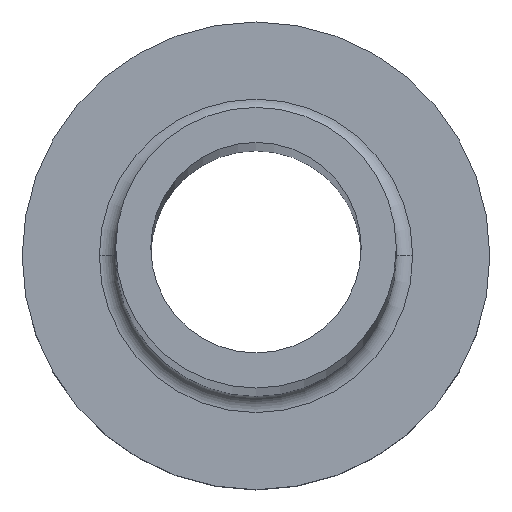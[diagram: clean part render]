
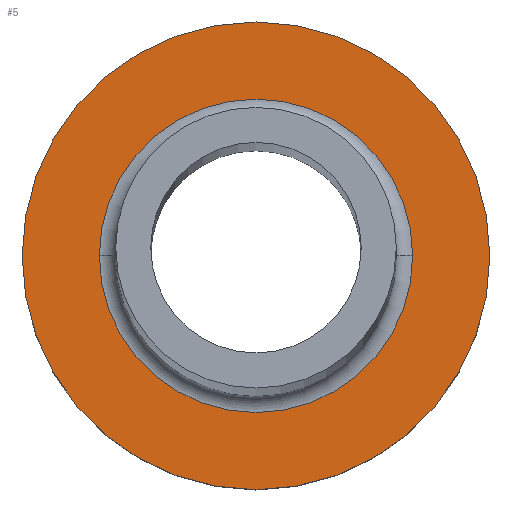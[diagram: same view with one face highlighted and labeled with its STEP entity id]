
A CAD part, top view. The second image highlights one B-rep face of the part: STEP entity #5.
In plain terms, the highlighted planar face has unit normal (0, 0, 1).
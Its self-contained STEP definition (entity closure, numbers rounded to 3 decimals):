
#5 = ADVANCED_FACE ( 'NONE', ( #140, #279 ), #23, .T. ) ;
#8 = DIRECTION ( 'NONE',  ( 0., 0., -1. ) ) ;
#13 = CARTESIAN_POINT ( 'NONE',  ( 0., 0., 7. ) ) ;
#18 = CIRCLE ( 'NONE', #274, 10. ) ;
#23 = PLANE ( 'NONE',  #269 ) ;
#29 = EDGE_CURVE ( 'NONE', #272, #291, #18, .T. ) ;
#47 = CARTESIAN_POINT ( 'NONE',  ( -10., 0., 7. ) ) ;
#48 = EDGE_LOOP ( 'NONE', ( #84, #120 ) ) ;
#55 = DIRECTION ( 'NONE',  ( 1., 0., 0. ) ) ;
#58 = CIRCLE ( 'NONE', #179, 10. ) ;
#84 = ORIENTED_EDGE ( 'NONE', *, *, #327, .T. ) ;
#90 = CARTESIAN_POINT ( 'NONE',  ( -6.7, 0., 7. ) ) ;
#91 = VERTEX_POINT ( 'NONE', #206 ) ;
#93 = DIRECTION ( 'NONE',  ( 1., 0., 0. ) ) ;
#102 = DIRECTION ( 'NONE',  ( 1., 0., 0. ) ) ;
#103 = EDGE_LOOP ( 'NONE', ( #359, #217 ) ) ;
#120 = ORIENTED_EDGE ( 'NONE', *, *, #180, .T. ) ;
#124 = DIRECTION ( 'NONE',  ( 1., 0., 0. ) ) ;
#125 = VERTEX_POINT ( 'NONE', #90 ) ;
#134 = CARTESIAN_POINT ( 'NONE',  ( 0., 0., 7. ) ) ;
#140 = FACE_BOUND ( 'NONE', #48, .T. ) ;
#154 = EDGE_CURVE ( 'NONE', #291, #272, #58, .T. ) ;
#176 = CARTESIAN_POINT ( 'NONE',  ( 0., 0., 7. ) ) ;
#179 = AXIS2_PLACEMENT_3D ( 'NONE', #199, #267, #375 ) ;
#180 = EDGE_CURVE ( 'NONE', #125, #91, #310, .T. ) ;
#182 = CARTESIAN_POINT ( 'NONE',  ( 10., 0., 7. ) ) ;
#194 = DIRECTION ( 'NONE',  ( 0., 0., 1. ) ) ;
#199 = CARTESIAN_POINT ( 'NONE',  ( 0., 0., 7. ) ) ;
#206 = CARTESIAN_POINT ( 'NONE',  ( 6.7, 0., 7. ) ) ;
#217 = ORIENTED_EDGE ( 'NONE', *, *, #29, .T. ) ;
#220 = CIRCLE ( 'NONE', #356, 6.7 ) ;
#267 = DIRECTION ( 'NONE',  ( 0., 0., 1. ) ) ;
#269 = AXIS2_PLACEMENT_3D ( 'NONE', #134, #368, #102 ) ;
#272 = VERTEX_POINT ( 'NONE', #182 ) ;
#274 = AXIS2_PLACEMENT_3D ( 'NONE', #283, #194, #55 ) ;
#279 = FACE_OUTER_BOUND ( 'NONE', #103, .T. ) ;
#283 = CARTESIAN_POINT ( 'NONE',  ( 0., 0., 7. ) ) ;
#291 = VERTEX_POINT ( 'NONE', #47 ) ;
#294 = AXIS2_PLACEMENT_3D ( 'NONE', #176, #316, #93 ) ;
#310 = CIRCLE ( 'NONE', #294, 6.7 ) ;
#316 = DIRECTION ( 'NONE',  ( 0., 0., -1. ) ) ;
#327 = EDGE_CURVE ( 'NONE', #91, #125, #220, .T. ) ;
#356 = AXIS2_PLACEMENT_3D ( 'NONE', #13, #8, #124 ) ;
#359 = ORIENTED_EDGE ( 'NONE', *, *, #154, .T. ) ;
#368 = DIRECTION ( 'NONE',  ( 0., 0., 1. ) ) ;
#375 = DIRECTION ( 'NONE',  ( 1., 0., 0. ) ) ;
